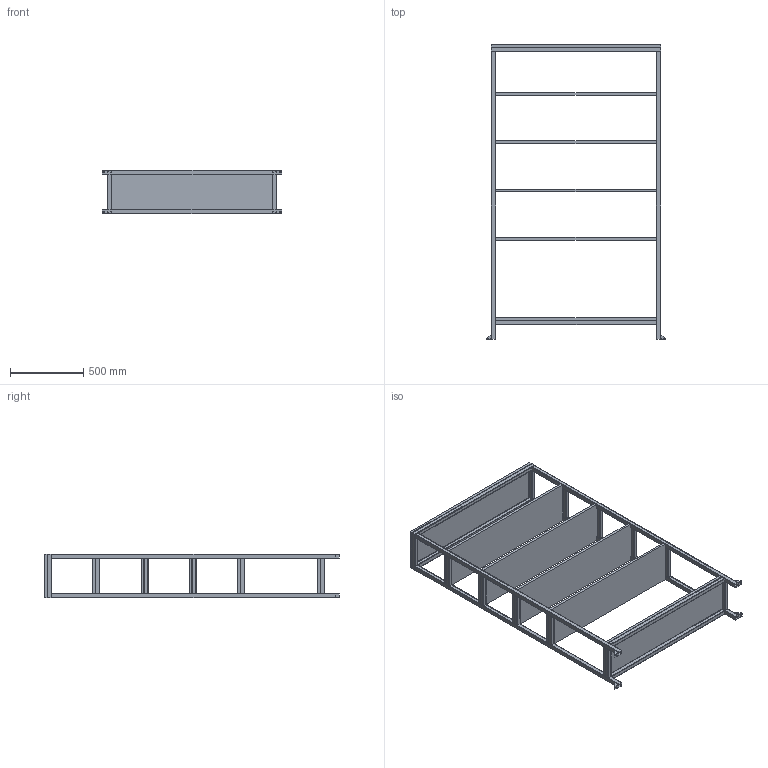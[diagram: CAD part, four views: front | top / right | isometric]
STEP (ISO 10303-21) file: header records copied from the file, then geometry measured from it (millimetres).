
FILE_DESCRIPTION (( 'STEP AP214' ), '1' );
FILE_NAME ('bucket storage.STEP', '2017-09-19T09:13:26', ( '' ), ( '' ), 'SwSTEP 2.0', 'SolidWorks 2016', '' );
FILE_SCHEMA (( 'AUTOMOTIVE_DESIGN' ));
Length unit declared in the file: millimetre
Products named in the file (10): wood 300x1160x18mm; tube 30x30x2mm 1970; frame bucket storage; tube 30x30x2 35mm feet; bucket storage; tube 30x30x2mm 300; tube 30x30x2mm 1160; tube 30x30x2mm 1100; tube 30x30x2mm 240; wood 300x1160x18mm cutoutcorners
Assembly tree (31 placements, depth 3):
  bucket storage
    frame bucket storage
      tube 30x30x2 35mm feet  x4
      tube 30x30x2mm 1970  x4
      tube 30x30x2mm 240  x10
      tube 30x30x2mm 1100  x2
      tube 30x30x2mm 300  x2
      tube 30x30x2mm 1160  x2
    wood 300x1160x18mm cutoutcorners  x5
    wood 300x1160x18mm
Bounding box: 1230 x 2018 x 300 mm (x, y, z)
Volume: 40594932.7 mm3; surface area: 7801945.2 mm2
Topology: 30 solids, 30 shells, 516 faces, 1368 edges, 912 vertices
Faces by surface type: plane 316, cylinder 200
Entity records: 4590 total; most frequent: CARTESIAN_POINT 855, DIRECTION 692, ORIENTED_EDGE 684, EDGE_CURVE 342, VECTOR 242, LINE 242, VERTEX_POINT 228, AXIS2_PLACEMENT_3D 225
